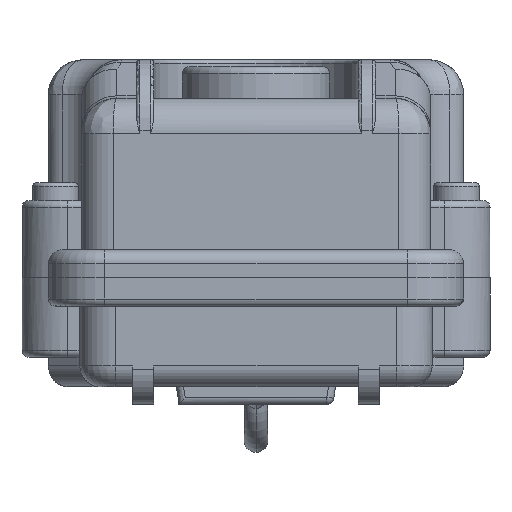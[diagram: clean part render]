
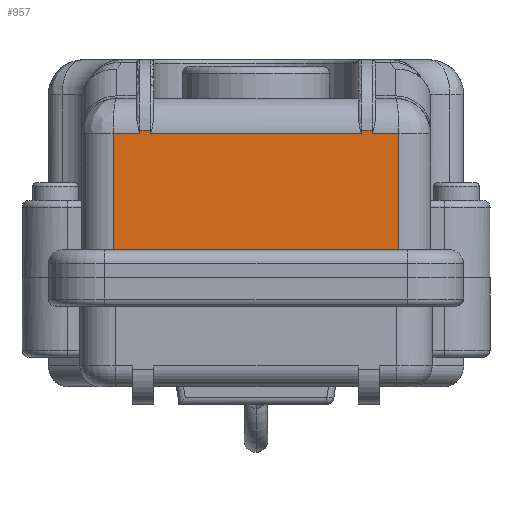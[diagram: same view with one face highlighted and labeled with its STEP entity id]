
A CAD part, front view. The second image highlights one B-rep face of the part: STEP entity #957.
In plain terms, the highlighted planar face has unit normal (0, -1, 0).
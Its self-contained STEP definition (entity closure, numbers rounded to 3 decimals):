
#15 = ORIENTED_EDGE ( 'NONE', *, *, #15114, .T. ) ;
#86 = CARTESIAN_POINT ( 'NONE',  ( -15., -101.5, 20.5 ) ) ;
#427 = VERTEX_POINT ( 'NONE', #86 ) ;
#632 = DIRECTION ( 'NONE',  ( 0., 1., 0. ) ) ;
#658 = DIRECTION ( 'NONE',  ( 1., 0., 0. ) ) ;
#957 = ADVANCED_FACE ( 'NONE', ( #20259 ), #12151, .F. ) ;
#1421 = DIRECTION ( 'NONE',  ( 0., 0., 1. ) ) ;
#1439 = CARTESIAN_POINT ( 'NONE',  ( 16.5, -101.5, 20.5 ) ) ;
#1797 = ORIENTED_EDGE ( 'NONE', *, *, #23507, .T. ) ;
#1992 = EDGE_CURVE ( 'NONE', #9354, #12761, #11836, .T. ) ;
#2015 = CARTESIAN_POINT ( 'NONE',  ( 20.3, -101.5, -100.982 ) ) ;
#2029 = DIRECTION ( 'NONE',  ( 0., 0., -1. ) ) ;
#2744 = CARTESIAN_POINT ( 'NONE',  ( -20.3, -101.5, 20.5 ) ) ;
#2830 = VERTEX_POINT ( 'NONE', #23703 ) ;
#2842 = ORIENTED_EDGE ( 'NONE', *, *, #12149, .F. ) ;
#2891 = DIRECTION ( 'NONE',  ( 0., 0., 1. ) ) ;
#3345 = CARTESIAN_POINT ( 'NONE',  ( -16.5, -101.5, 20.5 ) ) ;
#3430 = ORIENTED_EDGE ( 'NONE', *, *, #23903, .T. ) ;
#3680 = CARTESIAN_POINT ( 'NONE',  ( -17., -101.5, 21. ) ) ;
#3885 = CARTESIAN_POINT ( 'NONE',  ( -20.3, -101.5, 4. ) ) ;
#4855 = EDGE_CURVE ( 'NONE', #10862, #14768, #5650, .T. ) ;
#5014 = VECTOR ( 'NONE', #2891, 1000. ) ;
#5637 = VERTEX_POINT ( 'NONE', #19352 ) ;
#5650 = LINE ( 'NONE', #22617, #10163 ) ;
#5802 = EDGE_CURVE ( 'NONE', #427, #24970, #9494, .T. ) ;
#5873 = LINE ( 'NONE', #24696, #16112 ) ;
#6605 = VECTOR ( 'NONE', #21885, 1000. ) ;
#6627 = VECTOR ( 'NONE', #7229, 1000. ) ;
#6734 = VECTOR ( 'NONE', #658, 1000. ) ;
#7229 = DIRECTION ( 'NONE',  ( 0., 0., -1. ) ) ;
#7737 = CARTESIAN_POINT ( 'NONE',  ( 15., -101.5, -100.982 ) ) ;
#7876 = VECTOR ( 'NONE', #8024, 1000. ) ;
#8024 = DIRECTION ( 'NONE',  ( 0., 0., 1. ) ) ;
#8240 = CARTESIAN_POINT ( 'NONE',  ( 20.3, -101.5, 4. ) ) ;
#8254 = EDGE_CURVE ( 'NONE', #12761, #5637, #18601, .T. ) ;
#8382 = VECTOR ( 'NONE', #15820, 1000. ) ;
#9354 = VERTEX_POINT ( 'NONE', #3885 ) ;
#9477 = LINE ( 'NONE', #3680, #15211 ) ;
#9494 = LINE ( 'NONE', #14491, #5014 ) ;
#9614 = VERTEX_POINT ( 'NONE', #9930 ) ;
#9930 = CARTESIAN_POINT ( 'NONE',  ( -16.5, -101.5, 20.5 ) ) ;
#10006 = ORIENTED_EDGE ( 'NONE', *, *, #8254, .T. ) ;
#10163 = VECTOR ( 'NONE', #1421, 1000. ) ;
#10206 = CARTESIAN_POINT ( 'NONE',  ( -20.3, -101.5, -100.982 ) ) ;
#10580 = VERTEX_POINT ( 'NONE', #21385 ) ;
#10862 = VERTEX_POINT ( 'NONE', #1439 ) ;
#11463 = ORIENTED_EDGE ( 'NONE', *, *, #1992, .T. ) ;
#11836 = LINE ( 'NONE', #12174, #6734 ) ;
#11939 = CARTESIAN_POINT ( 'NONE',  ( -20.3, -101.5, 20.5 ) ) ;
#12068 = VERTEX_POINT ( 'NONE', #13465 ) ;
#12149 = EDGE_CURVE ( 'NONE', #9354, #12068, #22611, .T. ) ;
#12151 = PLANE ( 'NONE',  #18010 ) ;
#12174 = CARTESIAN_POINT ( 'NONE',  ( -20.3, -101.5, 4. ) ) ;
#12761 = VERTEX_POINT ( 'NONE', #8240 ) ;
#12898 = VECTOR ( 'NONE', #17351, 1000. ) ;
#13465 = CARTESIAN_POINT ( 'NONE',  ( -20.3, -101.5, 20.5 ) ) ;
#13751 = EDGE_CURVE ( 'NONE', #10580, #22610, #16443, .T. ) ;
#14071 = DIRECTION ( 'NONE',  ( 0., 0., 1. ) ) ;
#14279 = EDGE_CURVE ( 'NONE', #24970, #2830, #9477, .T. ) ;
#14491 = CARTESIAN_POINT ( 'NONE',  ( -15., -101.5, -100.982 ) ) ;
#14527 = EDGE_LOOP ( 'NONE', ( #19071, #1797, #23451, #2842, #11463, #10006, #3430, #18805, #22448, #15202, #15, #14560 ) ) ;
#14560 = ORIENTED_EDGE ( 'NONE', *, *, #5802, .T. ) ;
#14683 = LINE ( 'NONE', #11939, #8382 ) ;
#14768 = VERTEX_POINT ( 'NONE', #16791 ) ;
#15114 = EDGE_CURVE ( 'NONE', #22610, #427, #18757, .T. ) ;
#15202 = ORIENTED_EDGE ( 'NONE', *, *, #13751, .T. ) ;
#15211 = VECTOR ( 'NONE', #17099, 1000. ) ;
#15820 = DIRECTION ( 'NONE',  ( -1., 0., 0. ) ) ;
#15846 = VECTOR ( 'NONE', #2029, 1000. ) ;
#16112 = VECTOR ( 'NONE', #18765, 1000. ) ;
#16443 = LINE ( 'NONE', #7737, #15846 ) ;
#16791 = CARTESIAN_POINT ( 'NONE',  ( 16.5, -101.5, 21. ) ) ;
#17099 = DIRECTION ( 'NONE',  ( -1., 0., 0. ) ) ;
#17351 = DIRECTION ( 'NONE',  ( 0., 0., 1. ) ) ;
#17394 = LINE ( 'NONE', #2744, #6605 ) ;
#18010 = AXIS2_PLACEMENT_3D ( 'NONE', #10206, #632, #14071 ) ;
#18601 = LINE ( 'NONE', #2015, #12898 ) ;
#18757 = LINE ( 'NONE', #24189, #23310 ) ;
#18765 = DIRECTION ( 'NONE',  ( -1., 0., 0. ) ) ;
#18805 = ORIENTED_EDGE ( 'NONE', *, *, #4855, .T. ) ;
#19026 = CARTESIAN_POINT ( 'NONE',  ( -15., -101.5, 21. ) ) ;
#19071 = ORIENTED_EDGE ( 'NONE', *, *, #14279, .T. ) ;
#19352 = CARTESIAN_POINT ( 'NONE',  ( 20.3, -101.5, 20.5 ) ) ;
#19503 = EDGE_CURVE ( 'NONE', #9614, #12068, #14683, .T. ) ;
#19507 = CARTESIAN_POINT ( 'NONE',  ( -20.3, -101.5, -100.982 ) ) ;
#20259 = FACE_OUTER_BOUND ( 'NONE', #14527, .T. ) ;
#20275 = DIRECTION ( 'NONE',  ( -1., 0., 0. ) ) ;
#20468 = EDGE_CURVE ( 'NONE', #14768, #10580, #5873, .T. ) ;
#21385 = CARTESIAN_POINT ( 'NONE',  ( 15., -101.5, 21. ) ) ;
#21885 = DIRECTION ( 'NONE',  ( -1., 0., 0. ) ) ;
#21944 = LINE ( 'NONE', #3345, #6627 ) ;
#22448 = ORIENTED_EDGE ( 'NONE', *, *, #20468, .T. ) ;
#22610 = VERTEX_POINT ( 'NONE', #23166 ) ;
#22611 = LINE ( 'NONE', #19507, #7876 ) ;
#22617 = CARTESIAN_POINT ( 'NONE',  ( 16.5, -101.5, 21. ) ) ;
#23166 = CARTESIAN_POINT ( 'NONE',  ( 15., -101.5, 20.5 ) ) ;
#23310 = VECTOR ( 'NONE', #20275, 1000. ) ;
#23451 = ORIENTED_EDGE ( 'NONE', *, *, #19503, .T. ) ;
#23507 = EDGE_CURVE ( 'NONE', #2830, #9614, #21944, .T. ) ;
#23703 = CARTESIAN_POINT ( 'NONE',  ( -16.5, -101.5, 21. ) ) ;
#23903 = EDGE_CURVE ( 'NONE', #5637, #10862, #17394, .T. ) ;
#24189 = CARTESIAN_POINT ( 'NONE',  ( -20.3, -101.5, 20.5 ) ) ;
#24696 = CARTESIAN_POINT ( 'NONE',  ( 14.5, -101.5, 21. ) ) ;
#24970 = VERTEX_POINT ( 'NONE', #19026 ) ;
